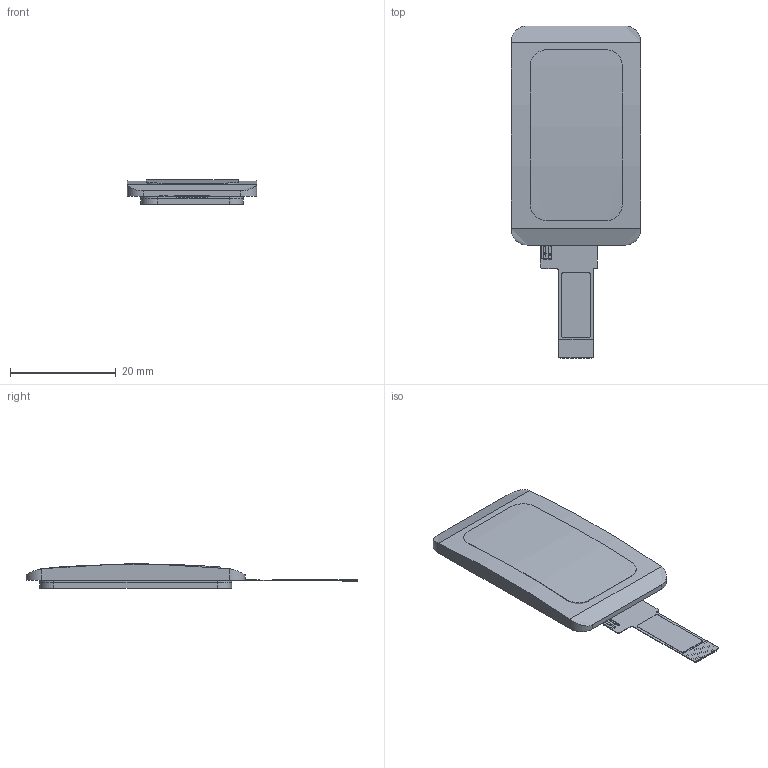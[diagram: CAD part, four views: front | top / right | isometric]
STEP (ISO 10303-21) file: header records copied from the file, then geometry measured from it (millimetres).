
FILE_DESCRIPTION (( 'STEP AP214' ), '1' );
FILE_NAME ('YDP-147HT003-V3 03.STEP', '2022-12-09T09:52:02', ( '' ), ( '' ), 'SwSTEP 2.0', 'SolidWorks 2022', '' );
FILE_SCHEMA (( 'AUTOMOTIVE_DESIGN' ));
Length unit declared in the file: millimetre
Products named in the file (4): 醱啣01; YDP-147HT003-V3 03; 菁窒; AA⑹ 
Assembly tree (3 placements, depth 2):
  YDP-147HT003-V3 03
    菁窒
    醱啣01
    AA⑹ 
Bounding box: 24.5 x 62.89 x 4.61 mm (x, y, z)
Volume: 4224.8 mm3; surface area: 7051 mm2
Topology: 22 solids, 22 shells, 210 faces, 498 edges, 332 vertices
Faces by surface type: plane 152, cylinder 46, bspline 12
Entity records: 8645 total; most frequent: CARTESIAN_POINT 1296, ORIENTED_EDGE 996, DIRECTION 958, EDGE_CURVE 498, VECTOR 382, LINE 382, VERTEX_POINT 332, AXIS2_PLACEMENT_3D 288
